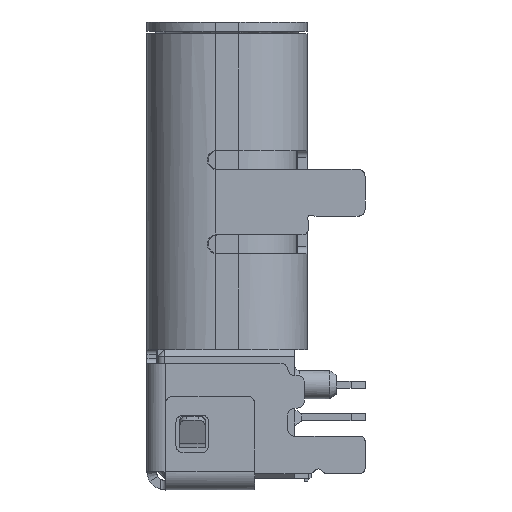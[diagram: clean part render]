
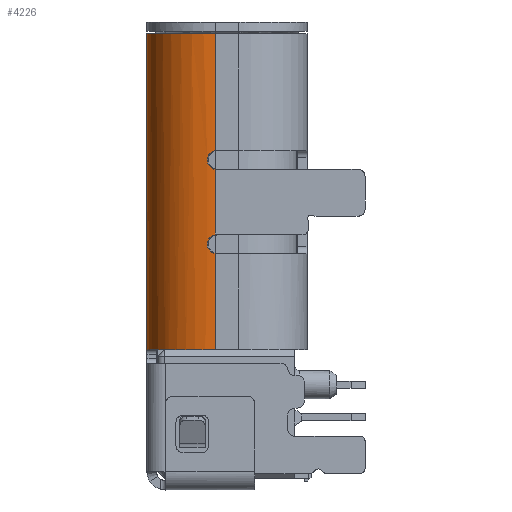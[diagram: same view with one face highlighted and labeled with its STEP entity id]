
A CAD part, left-side view. The second image highlights one B-rep face of the part: STEP entity #4226.
In plain terms, the highlighted cylindrical face has radius 1.46 mm (diameter 2.92 mm), a partial arc.
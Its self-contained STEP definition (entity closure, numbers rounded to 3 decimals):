
#4226=ADVANCED_FACE('NONE',(#9093),#9094,.T.);
#9093=FACE_OUTER_BOUND('',#15787,.T.);
#9094=CYLINDRICAL_SURFACE('',#15788,1.46);
#15787=EDGE_LOOP('',(#29039,#29040,#29041,#29042,#29043,#29044,#29045,#29046,#29047,#29048,#29049,#29050,#29051));
#15788=AXIS2_PLACEMENT_3D('',#29052,#29053,#29054);
#29039=ORIENTED_EDGE('',*,*,#38337,.T.);
#29040=ORIENTED_EDGE('',*,*,#38340,.T.);
#29041=ORIENTED_EDGE('',*,*,#38324,.T.);
#29042=ORIENTED_EDGE('',*,*,#38327,.T.);
#29043=ORIENTED_EDGE('',*,*,#38329,.T.);
#29044=ORIENTED_EDGE('',*,*,#33849,.T.);
#29045=ORIENTED_EDGE('',*,*,#36989,.F.);
#29046=ORIENTED_EDGE('',*,*,#38331,.T.);
#29047=ORIENTED_EDGE('',*,*,#33842,.T.);
#29048=ORIENTED_EDGE('',*,*,#38334,.T.);
#29049=ORIENTED_EDGE('',*,*,#38513,.T.);
#29050=ORIENTED_EDGE('',*,*,#38514,.T.);
#29051=ORIENTED_EDGE('',*,*,#38342,.T.);
#29052=CARTESIAN_POINT('',(-62.097,12.596,27.855));
#29053=DIRECTION('',(0.0,0.0,-1.0));
#29054=DIRECTION('',(1.0,0.0,0.0));
#33842=EDGE_CURVE('NONE',#40236,#40244,#40246,.T.);
#33849=EDGE_CURVE('NONE',#40249,#40257,#40259,.T.);
#36989=EDGE_CURVE('NONE',#45115,#40257,#45117,.T.);
#38324=EDGE_CURVE('NONE',#46385,#46917,#46919,.T.);
#38327=EDGE_CURVE('NONE',#46917,#46921,#46923,.T.);
#38329=EDGE_CURVE('NONE',#46921,#40249,#46925,.T.);
#38331=EDGE_CURVE('NONE',#45115,#40236,#46927,.T.);
#38334=EDGE_CURVE('NONE',#40244,#46929,#46932,.T.);
#38337=EDGE_CURVE('NONE',#46935,#44995,#46936,.T.);
#38340=EDGE_CURVE('NONE',#44995,#46385,#46939,.T.);
#38342=EDGE_CURVE('NONE',#46941,#46935,#46942,.T.);
#38513=EDGE_CURVE('NONE',#46929,#47180,#47181,.T.);
#38514=EDGE_CURVE('NONE',#47180,#46941,#47182,.T.);
#40236=VERTEX_POINT('',#49636);
#40244=VERTEX_POINT('NONE',#49665);
#40246=B_SPLINE_CURVE_WITH_KNOTS('',3,(#49677,#49678,#49679,#49680,#49681,#49682,#49683,#49684,#49685,#49686),.UNSPECIFIED.,.F.,.F.,(4,2,2,2,4),(0.,0.,0.,0.,0.),.UNSPECIFIED.);
#40249=VERTEX_POINT('',#49689);
#40257=VERTEX_POINT('NONE',#49718);
#40259=B_SPLINE_CURVE_WITH_KNOTS('',3,(#49723,#49724,#49725,#49726,#49727,#49728,#49729,#49730,#49731,#49732),.UNSPECIFIED.,.F.,.F.,(4,2,2,2,4),(0.,0.,0.,0.,0.001),.UNSPECIFIED.);
#44995=VERTEX_POINT('NONE',#58905);
#45115=VERTEX_POINT('NONE',#59155);
#45117=LINE('',#59160,#59161);
#46385=VERTEX_POINT('NONE',#61301);
#46917=VERTEX_POINT('NONE',#62556);
#46919=CIRCLE('',#62559,1.46);
#46921=VERTEX_POINT('NONE',#62561);
#46923=LINE('',#62573,#62574);
#46925=B_SPLINE_CURVE_WITH_KNOTS('',3,(#62576,#62577,#62578,#62579,#62580,#62581,#62582,#62583,#62584,#62585),.UNSPECIFIED.,.F.,.F.,(4,2,2,2,4),(0.,0.,0.,0.,0.001),.UNSPECIFIED.);
#46927=B_SPLINE_CURVE_WITH_KNOTS('',3,(#62587,#62588,#62589,#62590,#62591,#62592,#62593,#62594,#62595,#62596),.UNSPECIFIED.,.F.,.F.,(4,2,2,2,4),(0.,0.,0.,0.,0.),.UNSPECIFIED.);
#46929=VERTEX_POINT('NONE',#62598);
#46932=LINE('',#62602,#62603);
#46935=VERTEX_POINT('NONE',#62607);
#46936=CIRCLE('',#62608,1.46);
#46939=CIRCLE('',#62612,1.46);
#46941=VERTEX_POINT('NONE',#62614);
#46942=B_SPLINE_CURVE_WITH_KNOTS('',3,(#62615,#62616,#62617,#62618,#62619,#62620,#62621,#62622,#62623,#62624,#62625,#62626,#62627,#62628,#62629,#62630),.UNSPECIFIED.,.F.,.F.,(4,3,3,3,3,4),(0.,0.,0.,0.,0.,0.),.UNSPECIFIED.);
#47180=VERTEX_POINT('NONE',#63096);
#47181=CIRCLE('',#63097,1.46);
#47182=LINE('',#63098,#63099);
#49636=CARTESIAN_POINT('',(-63.546,12.77,25.155));
#49665=CARTESIAN_POINT('',(-63.557,12.596,25.353));
#49677=CARTESIAN_POINT('',(-63.557,12.596,24.957));
#49678=CARTESIAN_POINT('',(-63.557,12.644,24.963));
#49679=CARTESIAN_POINT('',(-63.554,12.689,24.987));
#49680=CARTESIAN_POINT('',(-63.549,12.752,25.059));
#49681=CARTESIAN_POINT('',(-63.546,12.77,25.107));
#49682=CARTESIAN_POINT('',(-63.546,12.77,25.204));
#49683=CARTESIAN_POINT('',(-63.548,12.752,25.251));
#49684=CARTESIAN_POINT('',(-63.554,12.689,25.323));
#49685=CARTESIAN_POINT('',(-63.557,12.644,25.347));
#49686=CARTESIAN_POINT('',(-63.557,12.596,25.353));
#49689=CARTESIAN_POINT('',(-63.546,12.77,23.355));
#49718=CARTESIAN_POINT('',(-63.557,12.596,23.553));
#49723=CARTESIAN_POINT('',(-63.557,12.596,23.157));
#49724=CARTESIAN_POINT('',(-63.557,12.644,23.163));
#49725=CARTESIAN_POINT('',(-63.554,12.689,23.187));
#49726=CARTESIAN_POINT('',(-63.549,12.752,23.259));
#49727=CARTESIAN_POINT('',(-63.546,12.77,23.307));
#49728=CARTESIAN_POINT('',(-63.546,12.77,23.403));
#49729=CARTESIAN_POINT('',(-63.549,12.752,23.451));
#49730=CARTESIAN_POINT('',(-63.554,12.689,23.523));
#49731=CARTESIAN_POINT('',(-63.557,12.644,23.547));
#49732=CARTESIAN_POINT('',(-63.557,12.596,23.553));
#58905=CARTESIAN_POINT('',(-63.079,13.676,21.105));
#59155=CARTESIAN_POINT('',(-63.557,12.596,24.957));
#59160=CARTESIAN_POINT('',(-63.557,12.596,23.555));
#59161=VECTOR('',#69400,1000.0);
#61301=CARTESIAN_POINT('',(-63.177,13.579,21.105));
#62556=CARTESIAN_POINT('',(-63.557,12.596,21.105));
#62559=AXIS2_PLACEMENT_3D('',#70470,#70471,#70472);
#62561=CARTESIAN_POINT('',(-63.557,12.596,23.157));
#62573=CARTESIAN_POINT('',(-63.557,12.596,27.855));
#62574=VECTOR('',#70473,1000.0);
#62576=CARTESIAN_POINT('',(-63.557,12.596,23.157));
#62577=CARTESIAN_POINT('',(-63.557,12.644,23.163));
#62578=CARTESIAN_POINT('',(-63.554,12.689,23.187));
#62579=CARTESIAN_POINT('',(-63.549,12.752,23.259));
#62580=CARTESIAN_POINT('',(-63.546,12.77,23.307));
#62581=CARTESIAN_POINT('',(-63.546,12.77,23.403));
#62582=CARTESIAN_POINT('',(-63.549,12.752,23.451));
#62583=CARTESIAN_POINT('',(-63.554,12.689,23.523));
#62584=CARTESIAN_POINT('',(-63.557,12.644,23.547));
#62585=CARTESIAN_POINT('',(-63.557,12.596,23.553));
#62587=CARTESIAN_POINT('',(-63.557,12.596,24.957));
#62588=CARTESIAN_POINT('',(-63.557,12.644,24.963));
#62589=CARTESIAN_POINT('',(-63.554,12.689,24.987));
#62590=CARTESIAN_POINT('',(-63.549,12.752,25.059));
#62591=CARTESIAN_POINT('',(-63.546,12.77,25.107));
#62592=CARTESIAN_POINT('',(-63.546,12.77,25.204));
#62593=CARTESIAN_POINT('',(-63.548,12.752,25.251));
#62594=CARTESIAN_POINT('',(-63.554,12.689,25.323));
#62595=CARTESIAN_POINT('',(-63.557,12.644,25.347));
#62596=CARTESIAN_POINT('',(-63.557,12.596,25.353));
#62598=CARTESIAN_POINT('',(-63.557,12.596,27.855));
#62602=CARTESIAN_POINT('',(-63.557,12.596,27.855));
#62603=VECTOR('',#70475,1000.0);
#62607=CARTESIAN_POINT('',(-62.197,14.053,21.105));
#62608=AXIS2_PLACEMENT_3D('',#70477,#70478,#70479);
#62612=AXIS2_PLACEMENT_3D('',#70481,#70482,#70483);
#62614=CARTESIAN_POINT('',(-62.097,14.056,21.005));
#62615=CARTESIAN_POINT('',(-62.097,14.056,21.005));
#62616=CARTESIAN_POINT('',(-62.097,14.056,21.016));
#62617=CARTESIAN_POINT('',(-62.098,14.056,21.028));
#62618=CARTESIAN_POINT('',(-62.102,14.056,21.038));
#62619=CARTESIAN_POINT('',(-62.106,14.056,21.049));
#62620=CARTESIAN_POINT('',(-62.111,14.056,21.059));
#62621=CARTESIAN_POINT('',(-62.118,14.056,21.068));
#62622=CARTESIAN_POINT('',(-62.125,14.056,21.076));
#62623=CARTESIAN_POINT('',(-62.134,14.056,21.084));
#62624=CARTESIAN_POINT('',(-62.143,14.055,21.09));
#62625=CARTESIAN_POINT('',(-62.153,14.055,21.096));
#62626=CARTESIAN_POINT('',(-62.164,14.055,21.1));
#62627=CARTESIAN_POINT('',(-62.174,14.054,21.103));
#62628=CARTESIAN_POINT('',(-62.182,14.054,21.104));
#62629=CARTESIAN_POINT('',(-62.189,14.053,21.105));
#62630=CARTESIAN_POINT('',(-62.197,14.053,21.105));
#63096=CARTESIAN_POINT('',(-62.097,14.056,27.855));
#63097=AXIS2_PLACEMENT_3D('',#70654,#70655,#70656);
#63098=CARTESIAN_POINT('',(-62.097,14.056,27.855));
#63099=VECTOR('',#70657,1000.0);
#69400=DIRECTION('',(-0.0,-0.0,-1.0));
#70470=CARTESIAN_POINT('',(-62.097,12.596,21.105));
#70471=DIRECTION('',(0.0,0.0,1.0));
#70472=DIRECTION('',(1.0,0.0,0.0));
#70473=DIRECTION('',(0.0,0.0,1.0));
#70475=DIRECTION('',(0.0,0.0,1.0));
#70477=CARTESIAN_POINT('',(-62.097,12.596,21.105));
#70478=DIRECTION('',(0.0,0.0,1.0));
#70479=DIRECTION('',(1.0,0.0,0.0));
#70481=CARTESIAN_POINT('',(-62.097,12.596,21.105));
#70482=DIRECTION('',(0.0,0.0,1.0));
#70483=DIRECTION('',(1.0,0.0,0.0));
#70654=CARTESIAN_POINT('',(-62.097,12.596,27.855));
#70655=DIRECTION('',(0.0,0.0,-1.0));
#70656=DIRECTION('',(1.0,0.0,0.0));
#70657=DIRECTION('',(0.0,0.0,-1.0));
